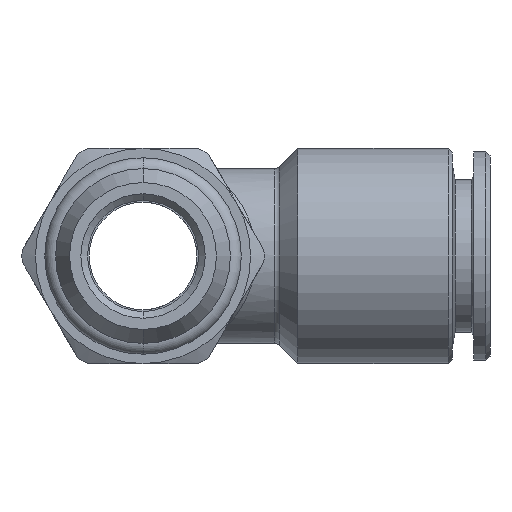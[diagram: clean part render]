
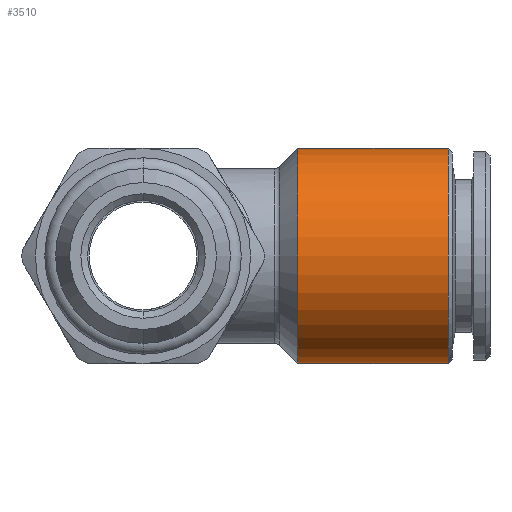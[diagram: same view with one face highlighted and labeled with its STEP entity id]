
A CAD part, front view. The second image highlights one B-rep face of the part: STEP entity #3510.
In plain terms, the highlighted cylindrical face has radius 8 mm (diameter 16 mm), a partial arc.
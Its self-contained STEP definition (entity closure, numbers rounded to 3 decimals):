
#482 = DIRECTION ( 'NONE',  ( 0., 0., -1. ) ) ;
#483 = DIRECTION ( 'NONE',  ( -1., 0., 0. ) ) ;
#485 = CARTESIAN_POINT ( 'NONE',  ( 11.5, 0., 0. ) ) ;
#486 = AXIS2_PLACEMENT_3D ( 'NONE', #485, #483, #482 ) ;
#489 = CIRCLE ( 'NONE', #486, 8. ) ;
#969 = CIRCLE ( 'NONE', #1010, 8. ) ;
#976 = FACE_OUTER_BOUND ( 'NONE', #3474, .T. ) ;
#993 = AXIS2_PLACEMENT_3D ( 'NONE', #996, #1003, #1002 ) ;
#994 = CYLINDRICAL_SURFACE ( 'NONE', #993, 8. ) ;
#996 = CARTESIAN_POINT ( 'NONE',  ( 0., 0., 0. ) ) ;
#1000 = CARTESIAN_POINT ( 'NONE',  ( 22.7, 0., 0. ) ) ;
#1002 = DIRECTION ( 'NONE',  ( 0., 0., 1. ) ) ;
#1003 = DIRECTION ( 'NONE',  ( -1., 0., 0. ) ) ;
#1008 = DIRECTION ( 'NONE',  ( 0., 0., 1. ) ) ;
#1009 = DIRECTION ( 'NONE',  ( -1., 0., 0. ) ) ;
#1010 = AXIS2_PLACEMENT_3D ( 'NONE', #1000, #1009, #1008 ) ;
#1501 = CARTESIAN_POINT ( 'NONE',  ( 22.7, 0., -8. ) ) ;
#1637 = CARTESIAN_POINT ( 'NONE',  ( 22.7, 0., 8. ) ) ;
#1674 = CARTESIAN_POINT ( 'NONE',  ( 11.5, 0., 8. ) ) ;
#1746 = VECTOR ( 'NONE', #1762, 1000. ) ;
#1747 = CARTESIAN_POINT ( 'NONE',  ( 0., 0., 8. ) ) ;
#1748 = LINE ( 'NONE', #1747, #1746 ) ;
#1756 = CARTESIAN_POINT ( 'NONE',  ( 11.5, 0., -8. ) ) ;
#1762 = DIRECTION ( 'NONE',  ( -1., 0., 0. ) ) ;
#1769 = CARTESIAN_POINT ( 'NONE',  ( 0., 0., -8. ) ) ;
#1770 = LINE ( 'NONE', #1769, #1806 ) ;
#1775 = DIRECTION ( 'NONE',  ( -1., 0., 0. ) ) ;
#1806 = VECTOR ( 'NONE', #1775, 1000. ) ;
#2908 = VERTEX_POINT ( 'NONE', #1501 ) ;
#2982 = VERTEX_POINT ( 'NONE', #1637 ) ;
#2999 = VERTEX_POINT ( 'NONE', #1674 ) ;
#3018 = VERTEX_POINT ( 'NONE', #1756 ) ;
#3021 = EDGE_CURVE ( 'NONE', #2982, #2999, #1748, .T. ) ;
#3027 = EDGE_CURVE ( 'NONE', #2908, #3018, #1770, .T. ) ;
#3463 = ORIENTED_EDGE ( 'NONE', *, *, #3027, .F. ) ;
#3470 = ORIENTED_EDGE ( 'NONE', *, *, #3972, .F. ) ;
#3474 = EDGE_LOOP ( 'NONE', ( #3463, #3535, #3494, #3470 ) ) ;
#3494 = ORIENTED_EDGE ( 'NONE', *, *, #3021, .T. ) ;
#3495 = EDGE_CURVE ( 'NONE', #2908, #2982, #969, .T. ) ;
#3510 = ADVANCED_FACE ( 'NONE', ( #976 ), #994, .T. ) ;
#3535 = ORIENTED_EDGE ( 'NONE', *, *, #3495, .T. ) ;
#3972 = EDGE_CURVE ( 'NONE', #3018, #2999, #489, .T. ) ;
